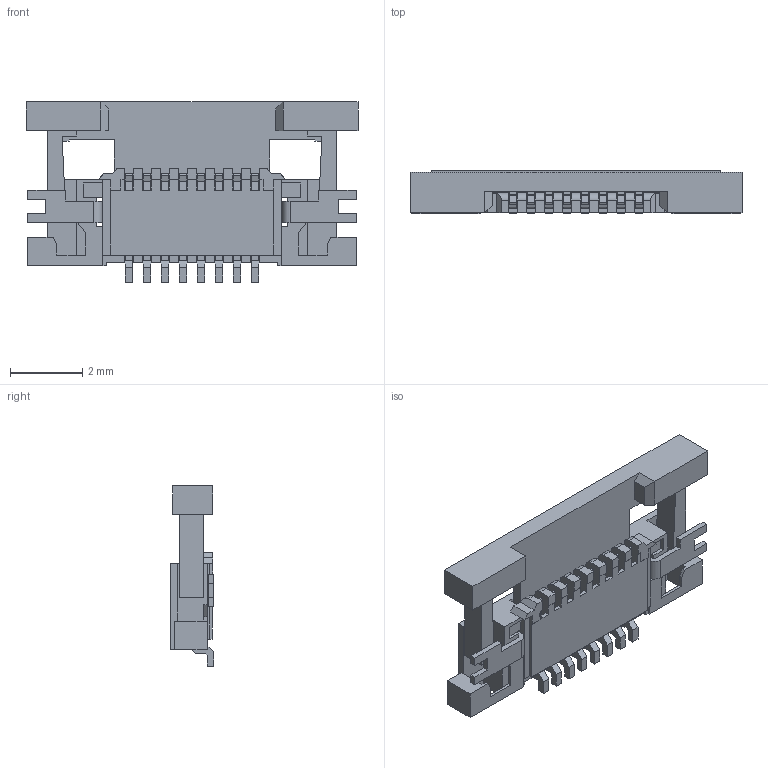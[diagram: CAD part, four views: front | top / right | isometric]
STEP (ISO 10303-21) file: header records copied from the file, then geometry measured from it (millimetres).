
FILE_DESCRIPTION((''),'2;1');
FILE_NAME('545480833','2015-07-24T',('me'),(''),'PRO/ENGINEER BY PARAMETRIC TECHNOLOGY CORPORATION, 2011490','PRO/ENGINEER BY PARAMETRIC TECHNOLOGY CORPORATION, 2011490','');
FILE_SCHEMA(('CONFIG_CONTROL_DESIGN'));
Length unit declared in the file: millimetre
Products named in the file (1): 545480833
Bounding box: 9.2 x 1.2 x 5 mm (x, y, z)
Volume: 23.7 mm3; surface area: 210.6 mm2
Topology: 1 solids, 1 shells, 589 faces, 1846 edges, 1238 vertices
Faces by surface type: plane 526, cylinder 63
Entity records: 20178 total; most frequent: CARTESIAN_POINT 3641, ORIENTED_EDGE 3606, DIRECTION 3146, EDGE_CURVE 1803, VECTOR 1718, LINE 1718, VERTEX_POINT 1192, AXIS2_PLACEMENT_3D 714
